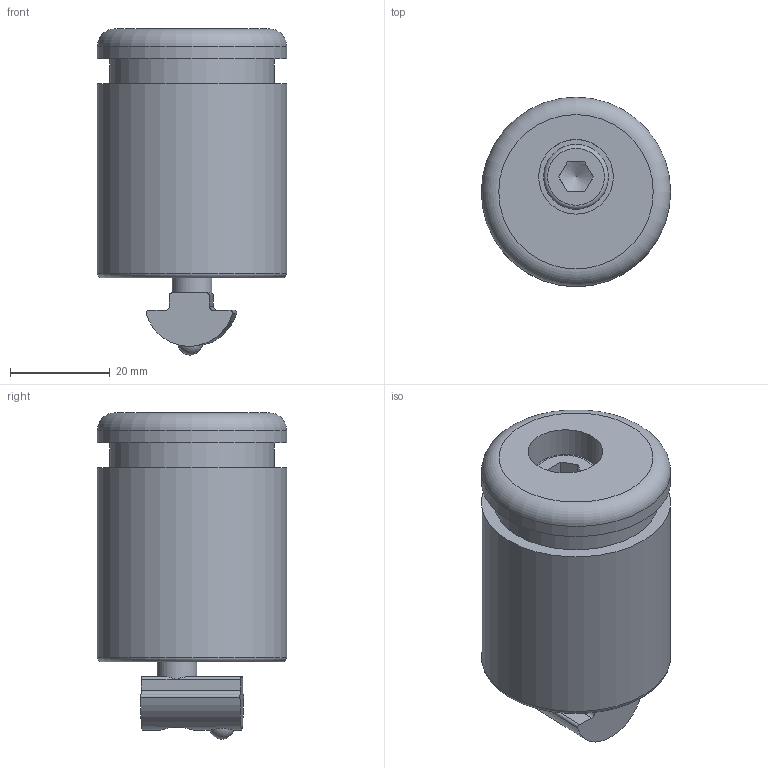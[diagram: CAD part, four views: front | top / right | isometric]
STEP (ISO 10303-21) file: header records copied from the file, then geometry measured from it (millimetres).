
FILE_DESCRIPTION(/* description */ ('Bezeichnung'),/* implementation_level */ '2;1');
FILE_NAME(/* name */ 'SZ8042S.stp',/* time_stamp */ '2015-11-17T11:50:36+01:00',/* author */ ('Marina Kaa'),/* organization */ (''),/* preprocessor_version */ 'ST-DEVELOPER v15.6',/* originating_system */ 'Autodesk Inventor 2015',/* authorisation */ 'Stückzahl');
FILE_SCHEMA (('AUTOMOTIVE_DESIGN { 1 0 10303 214 3 1 1 }'));
Length unit declared in the file: millimetre
Products named in the file (1): SZ8042S_K
Bounding box: 38 x 38 x 65.48 mm (x, y, z)
Volume: 55450.4 mm3; surface area: 13026 mm2
Topology: 2 solids, 2 shells, 51 faces, 120 edges, 79 vertices
Faces by surface type: plane 24, cylinder 18, torus 4, cone 3, sphere 1, bspline 1
Full cylindrical faces by diameter (mm): 5.1 x1, 6.647 x1, 8 x1, 9 x1, 13 x1, 15 x1, 33 x1, 38 x2
Entity records: 2096 total; most frequent: CARTESIAN_POINT 945, DIRECTION 220, ORIENTED_EDGE 186, EDGE_CURVE 93, AXIS2_PLACEMENT_3D 91, EDGE_LOOP 74, VERTEX_POINT 69, STYLED_ITEM 53
